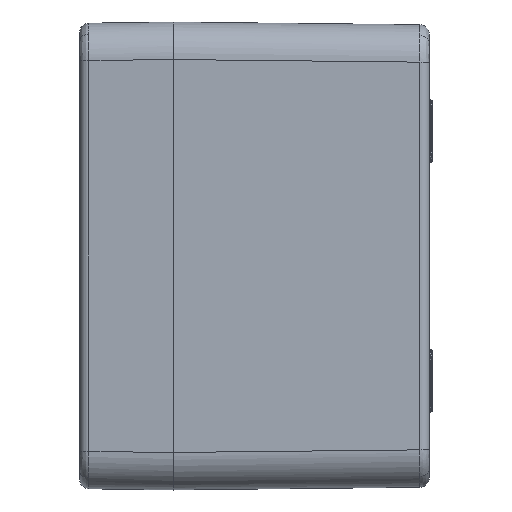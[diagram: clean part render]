
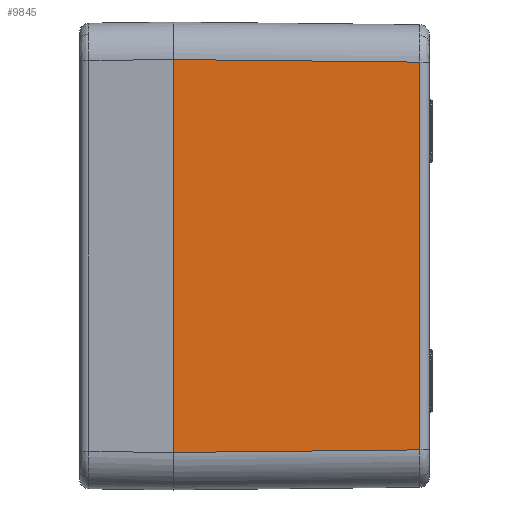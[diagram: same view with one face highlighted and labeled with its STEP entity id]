
A CAD part, left-side view. The second image highlights one B-rep face of the part: STEP entity #9845.
In plain terms, the highlighted planar face has unit normal (-1, -0.011, 0).
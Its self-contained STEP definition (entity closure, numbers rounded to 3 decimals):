
#742=LINE('',#19894,#1224);
#841=LINE('',#21883,#1323);
#842=LINE('',#21884,#1324);
#843=LINE('',#21885,#1325);
#1224=VECTOR('',#13034,1000.);
#1323=VECTOR('',#13261,1000.);
#1324=VECTOR('',#13262,1000.);
#1325=VECTOR('',#13263,1000.);
#1588=PLANE('',#10972);
#2214=FACE_OUTER_BOUND('',#2956,.T.);
#2956=EDGE_LOOP('',(#7934,#7935,#7936,#7937));
#4589=VERTEX_POINT('',#19507);
#4688=VERTEX_POINT('',#19892);
#4689=VERTEX_POINT('',#19893);
#4837=VERTEX_POINT('',#21882);
#5782=EDGE_CURVE('',#4688,#4689,#742,.T.);
#5981=EDGE_CURVE('',#4688,#4837,#841,.T.);
#5982=EDGE_CURVE('',#4837,#4589,#842,.T.);
#5983=EDGE_CURVE('',#4589,#4689,#843,.T.);
#7934=ORIENTED_EDGE('',*,*,#5981,.T.);
#7935=ORIENTED_EDGE('',*,*,#5982,.T.);
#7936=ORIENTED_EDGE('',*,*,#5983,.T.);
#7937=ORIENTED_EDGE('',*,*,#5782,.F.);
#9845=ADVANCED_FACE('',(#2214),#1588,.T.);
#10972=AXIS2_PLACEMENT_3D('',#21881,#13259,#13260);
#13034=DIRECTION('',(0.,0.,1.));
#13259=DIRECTION('center_axis',(-1.,-0.01,
0.));
#13260=DIRECTION('ref_axis',(0.01,-1.,0.));
#13261=DIRECTION('',(0.01,-1.,0.01));
#13262=DIRECTION('',(0.,0.,1.));
#13263=DIRECTION('',(-0.01,1.,0.01));
#19507=CARTESIAN_POINT('',(-39.568,-39.216,31.069));
#19892=CARTESIAN_POINT('',(-39.982,0.3,-31.483));
#19893=CARTESIAN_POINT('',(-39.982,0.3,31.483));
#19894=CARTESIAN_POINT('',(-39.982,0.3,-37.5));
#21881=CARTESIAN_POINT('Origin',(-40.,2.,-37.5));
#21882=CARTESIAN_POINT('',(-39.568,-39.216,-31.069));
#21883=CARTESIAN_POINT('',(-40.001,2.063,-31.501));
#21884=CARTESIAN_POINT('',(-39.568,-39.216,31.053));
#21885=CARTESIAN_POINT('',(-39.992,1.278,31.493));
